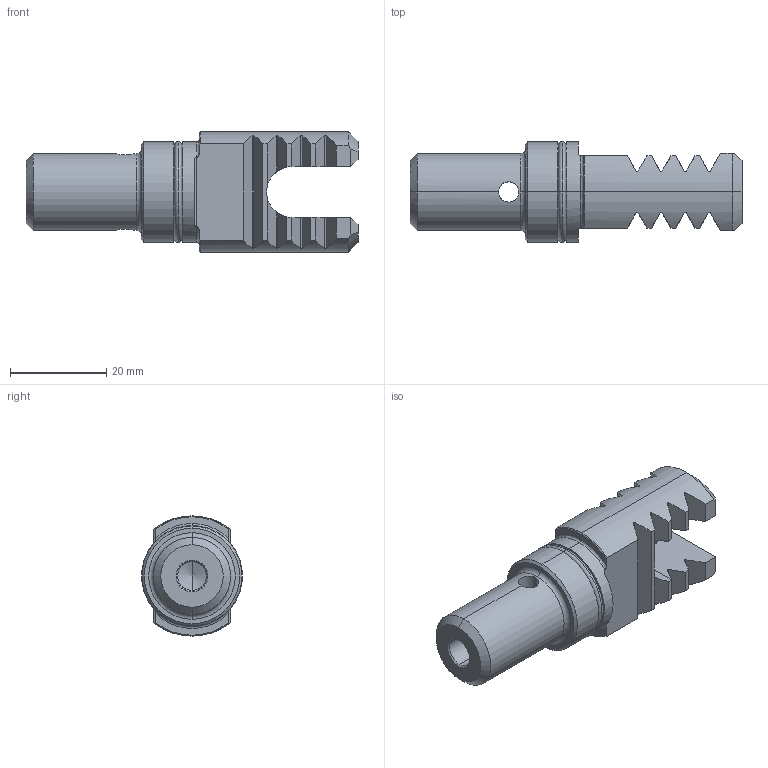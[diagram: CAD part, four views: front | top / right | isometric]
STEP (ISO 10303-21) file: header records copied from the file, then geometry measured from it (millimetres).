
FILE_DESCRIPTION (( 'STEP AP214' ), '1' );
FILE_NAME ('PS5-ER1.025.069.STEP', '2018-04-24T08:55:25', ( 'SWIAdmin' ), ( 'Hewlett-Packard Company' ), 'SwSTEP 2.0', 'SolidWorks 2017', '' );
FILE_SCHEMA (( 'AUTOMOTIVE_DESIGN' ));
Length unit declared in the file: millimetre
Products named in the file (3): PS5-ER1.025.069_A; PS5-ER1.025.069; DIN 3771 - 18x1.5
Assembly tree (2 placements, depth 2):
  PS5-ER1.025.069
    PS5-ER1.025.069_A
    DIN 3771 - 18x1.5
Bounding box: 69 x 21 x 25 mm (x, y, z)
Volume: 15899.1 mm3; surface area: 6346.5 mm2
Topology: 2 solids, 2 shells, 119 faces, 322 edges, 203 vertices
Faces by surface type: plane 62, cylinder 34, cone 14, torus 9
Entity records: 4153 total; most frequent: CARTESIAN_POINT 1205, ORIENTED_EDGE 640, DIRECTION 549, EDGE_CURVE 320, VERTEX_POINT 203, AXIS2_PLACEMENT_3D 197, VECTOR 155, LINE 155
